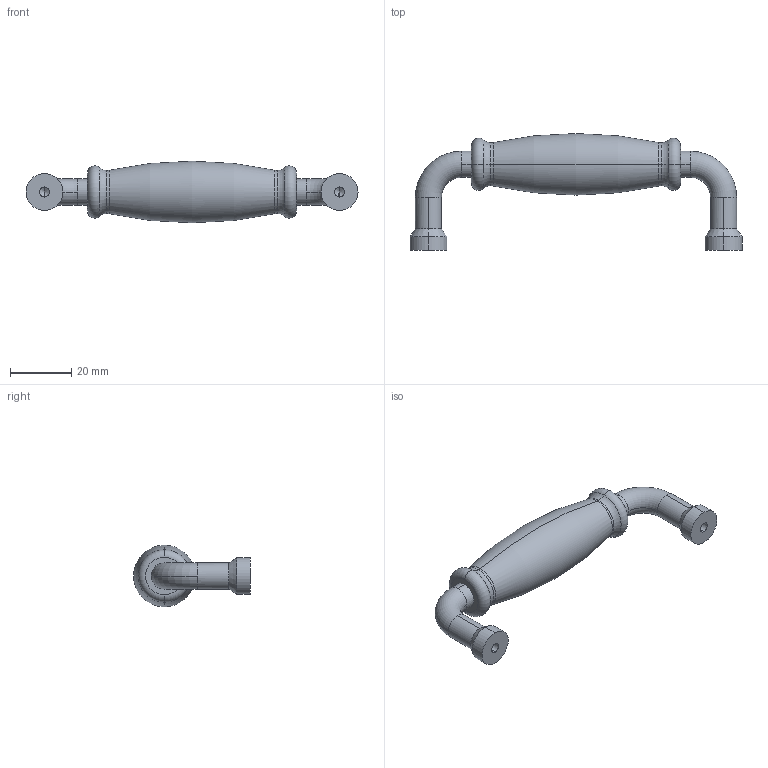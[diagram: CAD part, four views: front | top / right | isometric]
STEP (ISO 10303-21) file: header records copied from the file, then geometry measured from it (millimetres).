
FILE_DESCRIPTION (( 'STEP AP214' ), '1' );
FILE_NAME ('F002787,F002789_3D.step', '2022-07-07T08:11:08', ( '' ), ( '' ), 'SwSTEP 2.0', 'SolidWorks 2020', '' );
FILE_SCHEMA (( 'AUTOMOTIVE_DESIGN' ));
Length unit declared in the file: millimetre
Products named in the file (1): F002787,F002789_3D
Bounding box: 108 x 38 x 20 mm (x, y, z)
Volume: 21301.7 mm3; surface area: 6626.3 mm2
Topology: 1 solids, 1 shells, 46 faces, 102 edges, 58 vertices
Faces by surface type: torus 18, cylinder 16, cone 8, plane 4
Entity records: 1394 total; most frequent: CARTESIAN_POINT 271, DIRECTION 258, ORIENTED_EDGE 196, AXIS2_PLACEMENT_3D 117, EDGE_CURVE 98, CIRCLE 70, VERTEX_POINT 58, EDGE_LOOP 50
